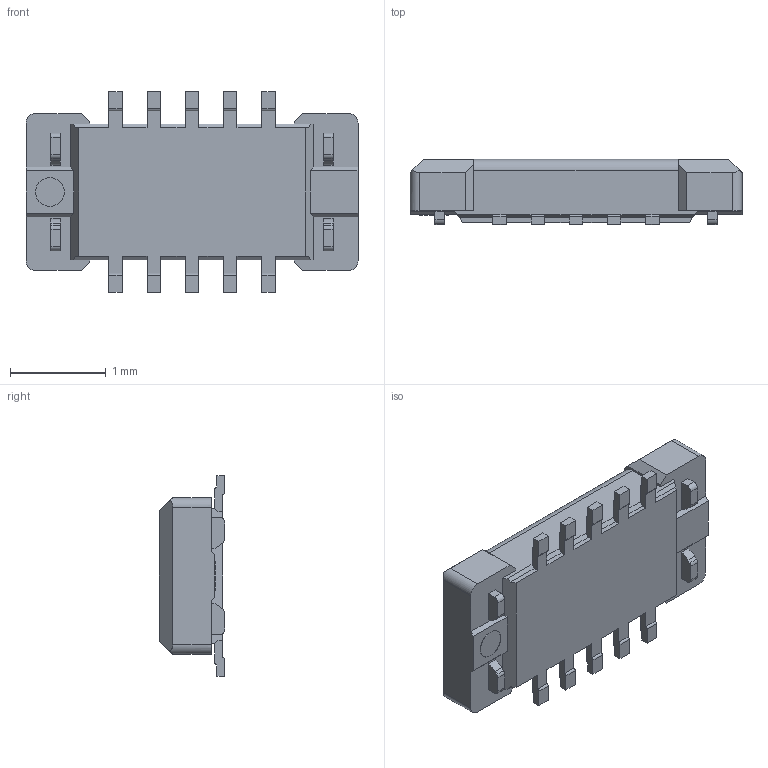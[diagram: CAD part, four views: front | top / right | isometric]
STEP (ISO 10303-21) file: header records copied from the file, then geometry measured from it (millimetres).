
FILE_DESCRIPTION((''),'2;1');
FILE_NAME('5055511020','2018-12-21T',('gga'),(''),'PRO/ENGINEER BY PARAMETRIC TECHNOLOGY CORPORATION, 2016010','PRO/ENGINEER BY PARAMETRIC TECHNOLOGY CORPORATION, 2016010','');
FILE_SCHEMA(('CONFIG_CONTROL_DESIGN'));
Length unit declared in the file: millimetre
Products named in the file (1): 5055511020
Bounding box: 3.47 x 0.68 x 2.1 mm (x, y, z)
Volume: 2.2 mm3; surface area: 20.8 mm2
Topology: 1 solids, 1 shells, 206 faces, 619 edges, 422 vertices
Faces by surface type: plane 148, cylinder 50, torus 8
Entity records: 6872 total; most frequent: CARTESIAN_POINT 1258, ORIENTED_EDGE 1124, DIRECTION 1121, EDGE_CURVE 562, VECTOR 499, LINE 499, VERTEX_POINT 364, AXIS2_PLACEMENT_3D 311
